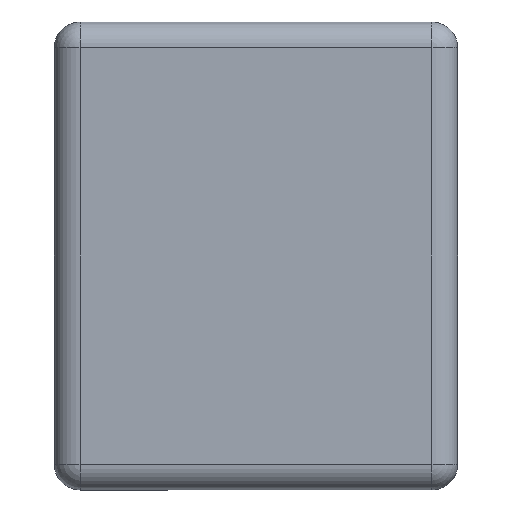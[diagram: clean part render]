
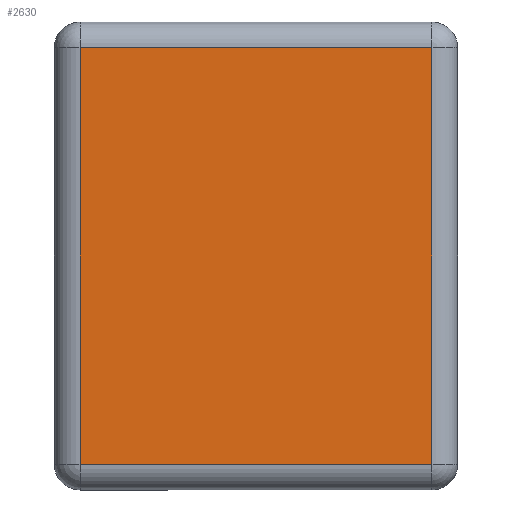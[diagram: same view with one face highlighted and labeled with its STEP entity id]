
A CAD part, left-side view. The second image highlights one B-rep face of the part: STEP entity #2630.
In plain terms, the highlighted planar face has unit normal (-1, 0, 0).
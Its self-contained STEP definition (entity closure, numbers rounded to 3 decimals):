
#1941 = CYLINDRICAL_SURFACE('',#1942,0.08);
#1942 = AXIS2_PLACEMENT_3D('',#1943,#1944,#1945);
#1943 = CARTESIAN_POINT('',(-0.92,-0.545,1.45));
#1944 = DIRECTION('',(0.,0.,-1.));
#1945 = DIRECTION('',(0.,-1.,0.));
#2125 = CYLINDRICAL_SURFACE('',#2126,0.08);
#2126 = AXIS2_PLACEMENT_3D('',#2127,#2128,#2129);
#2127 = CARTESIAN_POINT('',(-0.92,0.625,1.37));
#2128 = DIRECTION('',(0.,-1.,0.));
#2129 = DIRECTION('',(0.,0.,1.));
#2159 = CYLINDRICAL_SURFACE('',#2160,0.08);
#2160 = AXIS2_PLACEMENT_3D('',#2161,#2162,#2163);
#2161 = CARTESIAN_POINT('',(-0.92,-0.625,0.08));
#2162 = DIRECTION('',(0.,1.,0.));
#2163 = DIRECTION('',(0.,0.,-1.));
#2321 = CYLINDRICAL_SURFACE('',#2322,0.08);
#2322 = AXIS2_PLACEMENT_3D('',#2323,#2324,#2325);
#2323 = CARTESIAN_POINT('',(-0.92,0.545,0.));
#2324 = DIRECTION('',(0.,0.,1.));
#2325 = DIRECTION('',(0.,1.,0.));
#2338 = VERTEX_POINT('',#2339);
#2339 = CARTESIAN_POINT('',(-1.,-0.545,1.37));
#2359 = EDGE_CURVE('',#2338,#2360,#2362,.T.);
#2360 = VERTEX_POINT('',#2361);
#2361 = CARTESIAN_POINT('',(-1.,-0.545,0.08));
#2362 = SURFACE_CURVE('',#2363,(#2367,#2374),.PCURVE_S1.);
#2363 = LINE('',#2364,#2365);
#2364 = CARTESIAN_POINT('',(-1.,-0.545,1.45));
#2365 = VECTOR('',#2366,1.);
#2366 = DIRECTION('',(0.,0.,-1.));
#2367 = PCURVE('',#1941,#2368);
#2368 = DEFINITIONAL_REPRESENTATION('',(#2369),#2373);
#2369 = LINE('',#2370,#2371);
#2370 = CARTESIAN_POINT('',(1.571,0.));
#2371 = VECTOR('',#2372,1.);
#2372 = DIRECTION('',(0.,1.));
#2373 = ( GEOMETRIC_REPRESENTATION_CONTEXT(2) 
PARAMETRIC_REPRESENTATION_CONTEXT() REPRESENTATION_CONTEXT('2D SPACE',''
  ) );
#2374 = PCURVE('',#2375,#2380);
#2375 = PLANE('',#2376);
#2376 = AXIS2_PLACEMENT_3D('',#2377,#2378,#2379);
#2377 = CARTESIAN_POINT('',(-1.,0.,0.725));
#2378 = DIRECTION('',(1.,0.,0.));
#2379 = DIRECTION('',(0.,0.,1.));
#2380 = DEFINITIONAL_REPRESENTATION('',(#2381),#2385);
#2381 = LINE('',#2382,#2383);
#2382 = CARTESIAN_POINT('',(0.725,0.545));
#2383 = VECTOR('',#2384,1.);
#2384 = DIRECTION('',(-1.,0.));
#2385 = ( GEOMETRIC_REPRESENTATION_CONTEXT(2) 
PARAMETRIC_REPRESENTATION_CONTEXT() REPRESENTATION_CONTEXT('2D SPACE',''
  ) );
#2462 = VERTEX_POINT('',#2463);
#2463 = CARTESIAN_POINT('',(-1.,0.545,1.37));
#2483 = EDGE_CURVE('',#2462,#2338,#2484,.T.);
#2484 = SURFACE_CURVE('',#2485,(#2489,#2496),.PCURVE_S1.);
#2485 = LINE('',#2486,#2487);
#2486 = CARTESIAN_POINT('',(-1.,0.625,1.37));
#2487 = VECTOR('',#2488,1.);
#2488 = DIRECTION('',(0.,-1.,0.));
#2489 = PCURVE('',#2125,#2490);
#2490 = DEFINITIONAL_REPRESENTATION('',(#2491),#2495);
#2491 = LINE('',#2492,#2493);
#2492 = CARTESIAN_POINT('',(1.571,0.));
#2493 = VECTOR('',#2494,1.);
#2494 = DIRECTION('',(0.,1.));
#2495 = ( GEOMETRIC_REPRESENTATION_CONTEXT(2) 
PARAMETRIC_REPRESENTATION_CONTEXT() REPRESENTATION_CONTEXT('2D SPACE',''
  ) );
#2496 = PCURVE('',#2375,#2497);
#2497 = DEFINITIONAL_REPRESENTATION('',(#2498),#2502);
#2498 = LINE('',#2499,#2500);
#2499 = CARTESIAN_POINT('',(0.645,-0.625));
#2500 = VECTOR('',#2501,1.);
#2501 = DIRECTION('',(0.,1.));
#2502 = ( GEOMETRIC_REPRESENTATION_CONTEXT(2) 
PARAMETRIC_REPRESENTATION_CONTEXT() REPRESENTATION_CONTEXT('2D SPACE',''
  ) );
#2510 = EDGE_CURVE('',#2360,#2511,#2513,.T.);
#2511 = VERTEX_POINT('',#2512);
#2512 = CARTESIAN_POINT('',(-1.,0.545,0.08));
#2513 = SURFACE_CURVE('',#2514,(#2518,#2525),.PCURVE_S1.);
#2514 = LINE('',#2515,#2516);
#2515 = CARTESIAN_POINT('',(-1.,-0.625,0.08));
#2516 = VECTOR('',#2517,1.);
#2517 = DIRECTION('',(0.,1.,0.));
#2518 = PCURVE('',#2159,#2519);
#2519 = DEFINITIONAL_REPRESENTATION('',(#2520),#2524);
#2520 = LINE('',#2521,#2522);
#2521 = CARTESIAN_POINT('',(1.571,0.));
#2522 = VECTOR('',#2523,1.);
#2523 = DIRECTION('',(0.,1.));
#2524 = ( GEOMETRIC_REPRESENTATION_CONTEXT(2) 
PARAMETRIC_REPRESENTATION_CONTEXT() REPRESENTATION_CONTEXT('2D SPACE',''
  ) );
#2525 = PCURVE('',#2375,#2526);
#2526 = DEFINITIONAL_REPRESENTATION('',(#2527),#2531);
#2527 = LINE('',#2528,#2529);
#2528 = CARTESIAN_POINT('',(-0.645,0.625));
#2529 = VECTOR('',#2530,1.);
#2530 = DIRECTION('',(0.,-1.));
#2531 = ( GEOMETRIC_REPRESENTATION_CONTEXT(2) 
PARAMETRIC_REPRESENTATION_CONTEXT() REPRESENTATION_CONTEXT('2D SPACE',''
  ) );
#2608 = EDGE_CURVE('',#2511,#2462,#2609,.T.);
#2609 = SURFACE_CURVE('',#2610,(#2614,#2621),.PCURVE_S1.);
#2610 = LINE('',#2611,#2612);
#2611 = CARTESIAN_POINT('',(-1.,0.545,0.));
#2612 = VECTOR('',#2613,1.);
#2613 = DIRECTION('',(0.,0.,1.));
#2614 = PCURVE('',#2321,#2615);
#2615 = DEFINITIONAL_REPRESENTATION('',(#2616),#2620);
#2616 = LINE('',#2617,#2618);
#2617 = CARTESIAN_POINT('',(1.571,0.));
#2618 = VECTOR('',#2619,1.);
#2619 = DIRECTION('',(0.,1.));
#2620 = ( GEOMETRIC_REPRESENTATION_CONTEXT(2) 
PARAMETRIC_REPRESENTATION_CONTEXT() REPRESENTATION_CONTEXT('2D SPACE',''
  ) );
#2621 = PCURVE('',#2375,#2622);
#2622 = DEFINITIONAL_REPRESENTATION('',(#2623),#2627);
#2623 = LINE('',#2624,#2625);
#2624 = CARTESIAN_POINT('',(-0.725,-0.545));
#2625 = VECTOR('',#2626,1.);
#2626 = DIRECTION('',(1.,0.));
#2627 = ( GEOMETRIC_REPRESENTATION_CONTEXT(2) 
PARAMETRIC_REPRESENTATION_CONTEXT() REPRESENTATION_CONTEXT('2D SPACE',''
  ) );
#2630 = ADVANCED_FACE('',(#2631),#2375,.F.);
#2631 = FACE_BOUND('',#2632,.F.);
#2632 = EDGE_LOOP('',(#2633,#2634,#2635,#2636));
#2633 = ORIENTED_EDGE('',*,*,#2359,.T.);
#2634 = ORIENTED_EDGE('',*,*,#2510,.T.);
#2635 = ORIENTED_EDGE('',*,*,#2608,.T.);
#2636 = ORIENTED_EDGE('',*,*,#2483,.T.);
